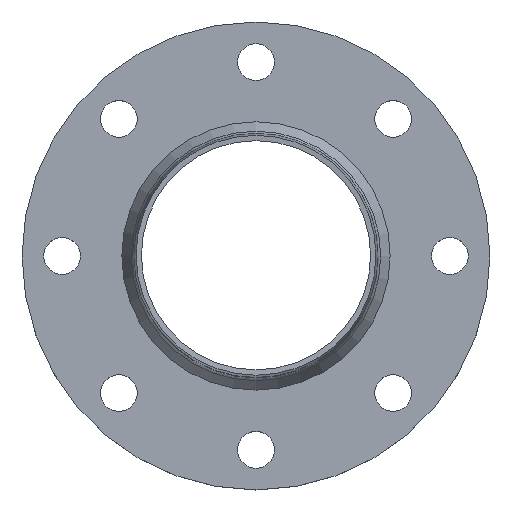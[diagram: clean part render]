
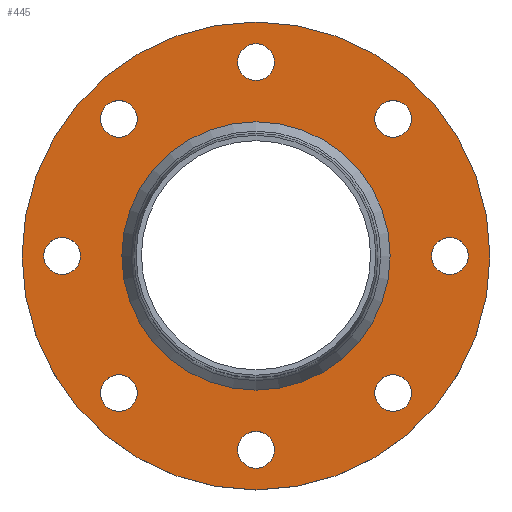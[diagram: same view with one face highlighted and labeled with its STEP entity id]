
A CAD part, top view. The second image highlights one B-rep face of the part: STEP entity #445.
In plain terms, the highlighted planar face has unit normal (0, 0, 1).
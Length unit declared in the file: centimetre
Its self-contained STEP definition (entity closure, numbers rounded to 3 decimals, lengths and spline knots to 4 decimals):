
#32=FACE_BOUND('',#86,.T.);
#33=FACE_BOUND('',#87,.T.);
#34=FACE_BOUND('',#88,.T.);
#35=FACE_BOUND('',#89,.T.);
#36=FACE_BOUND('',#90,.T.);
#37=FACE_BOUND('',#91,.T.);
#38=FACE_BOUND('',#92,.T.);
#39=FACE_BOUND('',#93,.T.);
#40=FACE_BOUND('',#94,.T.);
#50=PLANE('',#491);
#61=FACE_OUTER_BOUND('',#85,.T.);
#85=EDGE_LOOP('',(#336));
#86=EDGE_LOOP('',(#337));
#87=EDGE_LOOP('',(#338));
#88=EDGE_LOOP('',(#339));
#89=EDGE_LOOP('',(#340));
#90=EDGE_LOOP('',(#341));
#91=EDGE_LOOP('',(#342));
#92=EDGE_LOOP('',(#343));
#93=EDGE_LOOP('',(#344));
#94=EDGE_LOOP('',(#345));
#154=CIRCLE('',#465,5.5);
#156=CIRCLE('',#468,5.5);
#158=CIRCLE('',#471,5.5);
#160=CIRCLE('',#474,5.5);
#162=CIRCLE('',#477,5.5);
#164=CIRCLE('',#480,5.5);
#166=CIRCLE('',#483,5.5);
#168=CIRCLE('',#486,5.5);
#170=CIRCLE('',#489,70.);
#172=CIRCLE('',#492,38.7);
#198=VERTEX_POINT('',#696);
#200=VERTEX_POINT('',#702);
#202=VERTEX_POINT('',#708);
#204=VERTEX_POINT('',#714);
#206=VERTEX_POINT('',#720);
#208=VERTEX_POINT('',#726);
#210=VERTEX_POINT('',#732);
#212=VERTEX_POINT('',#738);
#214=VERTEX_POINT('',#744);
#216=VERTEX_POINT('',#750);
#238=EDGE_CURVE('',#198,#198,#154,.T.);
#241=EDGE_CURVE('',#200,#200,#156,.T.);
#244=EDGE_CURVE('',#202,#202,#158,.T.);
#247=EDGE_CURVE('',#204,#204,#160,.T.);
#250=EDGE_CURVE('',#206,#206,#162,.T.);
#253=EDGE_CURVE('',#208,#208,#164,.T.);
#256=EDGE_CURVE('',#210,#210,#166,.T.);
#259=EDGE_CURVE('',#212,#212,#168,.T.);
#262=EDGE_CURVE('',#214,#214,#170,.T.);
#265=EDGE_CURVE('',#216,#216,#172,.T.);
#336=ORIENTED_EDGE('',*,*,#262,.T.);
#337=ORIENTED_EDGE('',*,*,#238,.T.);
#338=ORIENTED_EDGE('',*,*,#241,.T.);
#339=ORIENTED_EDGE('',*,*,#244,.T.);
#340=ORIENTED_EDGE('',*,*,#247,.T.);
#341=ORIENTED_EDGE('',*,*,#250,.T.);
#342=ORIENTED_EDGE('',*,*,#253,.T.);
#343=ORIENTED_EDGE('',*,*,#256,.T.);
#344=ORIENTED_EDGE('',*,*,#259,.T.);
#345=ORIENTED_EDGE('',*,*,#265,.F.);
#445=ADVANCED_FACE('',(#61,#32,#33,#34,#35,#36,#37,#38,#39,#40),#50,.T.);
#465=AXIS2_PLACEMENT_3D('',#697,#539,#540);
#468=AXIS2_PLACEMENT_3D('',#703,#546,#547);
#471=AXIS2_PLACEMENT_3D('',#709,#553,#554);
#474=AXIS2_PLACEMENT_3D('',#715,#560,#561);
#477=AXIS2_PLACEMENT_3D('',#721,#567,#568);
#480=AXIS2_PLACEMENT_3D('',#727,#574,#575);
#483=AXIS2_PLACEMENT_3D('',#733,#581,#582);
#486=AXIS2_PLACEMENT_3D('',#739,#588,#589);
#489=AXIS2_PLACEMENT_3D('',#745,#595,#596);
#491=AXIS2_PLACEMENT_3D('',#749,#600,#601);
#492=AXIS2_PLACEMENT_3D('',#751,#602,#603);
#539=DIRECTION('center_axis',(0.,0.,
-1.));
#540=DIRECTION('ref_axis',(0.,-1.,0.));
#546=DIRECTION('center_axis',(0.,0.,
-1.));
#547=DIRECTION('ref_axis',(1.,0.,0.));
#553=DIRECTION('center_axis',(0.,0.,
-1.));
#554=DIRECTION('ref_axis',(-1.,0.,0.));
#560=DIRECTION('center_axis',(0.,0.,
-1.));
#561=DIRECTION('ref_axis',(0.,1.,0.));
#567=DIRECTION('center_axis',(0.,0.,
-1.));
#568=DIRECTION('ref_axis',(-0.707,0.707,0.));
#574=DIRECTION('center_axis',(0.,0.,
-1.));
#575=DIRECTION('ref_axis',(0.707,0.707,0.));
#581=DIRECTION('center_axis',(0.,0.,
-1.));
#582=DIRECTION('ref_axis',(0.707,-0.707,0.));
#588=DIRECTION('center_axis',(0.,0.,
-1.));
#589=DIRECTION('ref_axis',(-0.707,-0.707,0.));
#595=DIRECTION('center_axis',(0.,0.,1.));
#596=DIRECTION('ref_axis',(1.,0.,0.));
#600=DIRECTION('center_axis',(0.,0.,1.));
#601=DIRECTION('ref_axis',(0.,-1.,0.));
#602=DIRECTION('center_axis',(0.,0.,1.));
#603=DIRECTION('ref_axis',(1.,0.,0.));
#696=CARTESIAN_POINT('',(193.4102,218.7158,-43.5));
#697=CARTESIAN_POINT('Origin',(193.4102,213.2158,-43.5));
#702=CARTESIAN_POINT('',(129.9102,155.2158,-43.5));
#703=CARTESIAN_POINT('Origin',(135.4102,155.2158,-43.5));
#708=CARTESIAN_POINT('',(256.9102,155.2158,-43.5));
#709=CARTESIAN_POINT('Origin',(251.4102,155.2158,-43.5));
#714=CARTESIAN_POINT('',(193.4102,91.7158,-43.5));
#715=CARTESIAN_POINT('Origin',(193.4102,97.2158,-43.5));
#720=CARTESIAN_POINT('',(238.3114,110.3145,-43.5));
#721=CARTESIAN_POINT('Origin',(234.4224,114.2036,-43.5));
#726=CARTESIAN_POINT('',(148.5089,110.3145,-43.5));
#727=CARTESIAN_POINT('Origin',(152.398,114.2036,-43.5));
#732=CARTESIAN_POINT('',(148.5089,200.1171,-43.5));
#733=CARTESIAN_POINT('Origin',(152.398,196.228,-43.5));
#738=CARTESIAN_POINT('',(238.3114,200.1171,-43.5));
#739=CARTESIAN_POINT('Origin',(234.4224,196.228,-43.5));
#744=CARTESIAN_POINT('',(123.4102,155.2158,-43.5));
#745=CARTESIAN_POINT('Origin',(193.4102,155.2158,-43.5));
#749=CARTESIAN_POINT('Origin',(247.7602,155.2158,-43.5));
#750=CARTESIAN_POINT('',(154.7102,155.2158,-43.5));
#751=CARTESIAN_POINT('Origin',(193.4102,155.2158,-43.5));
